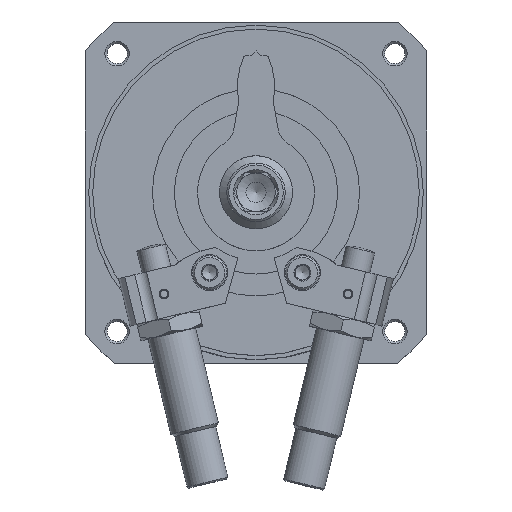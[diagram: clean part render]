
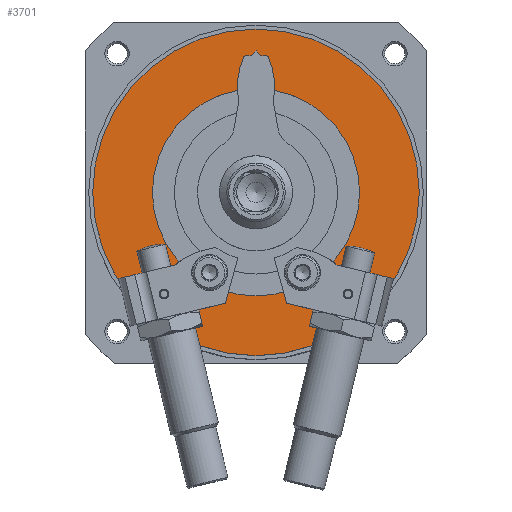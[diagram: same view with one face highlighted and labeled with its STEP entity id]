
A CAD part, top view. The second image highlights one B-rep face of the part: STEP entity #3701.
In plain terms, the highlighted face is planar.
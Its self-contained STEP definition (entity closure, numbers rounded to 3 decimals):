
#168=PLANE('',#4099);
#781=ORIENTED_EDGE('',*,*,#1690,.F.);
#782=ORIENTED_EDGE('',*,*,#1691,.T.);
#1690=EDGE_CURVE('',#2154,#2154,#2510,.T.);
#1691=EDGE_CURVE('',#2155,#2155,#2511,.T.);
#2154=VERTEX_POINT('',#5964);
#2155=VERTEX_POINT('',#5966);
#2510=CIRCLE('',#4100,33.5);
#2511=CIRCLE('',#4101,21.25);
#2771=EDGE_LOOP('',(#781));
#2772=EDGE_LOOP('',(#782));
#3200=FACE_BOUND('',#2771,.T.);
#3201=FACE_BOUND('',#2772,.T.);
#3701=ADVANCED_FACE('',(#3200,#3201),#168,.F.);
#4099=AXIS2_PLACEMENT_3D('',#5962,#4703,#4704);
#4100=AXIS2_PLACEMENT_3D('',#5963,#4705,#4706);
#4101=AXIS2_PLACEMENT_3D('',#5965,#4707,#4708);
#4703=DIRECTION('',(1.,0.,0.));
#4704=DIRECTION('',(0.,0.,-1.));
#4705=DIRECTION('',(1.,0.,0.));
#4706=DIRECTION('',(0.,0.,-1.));
#4707=DIRECTION('',(1.,0.,0.));
#4708=DIRECTION('',(0.,0.,-1.));
#5962=CARTESIAN_POINT('',(-39.1,0.,0.));
#5963=CARTESIAN_POINT('',(-39.1,0.,0.));
#5964=CARTESIAN_POINT('',(-39.1,0.,-33.5));
#5965=CARTESIAN_POINT('',(-39.1,0.,0.));
#5966=CARTESIAN_POINT('',(-39.1,0.,-21.25));
